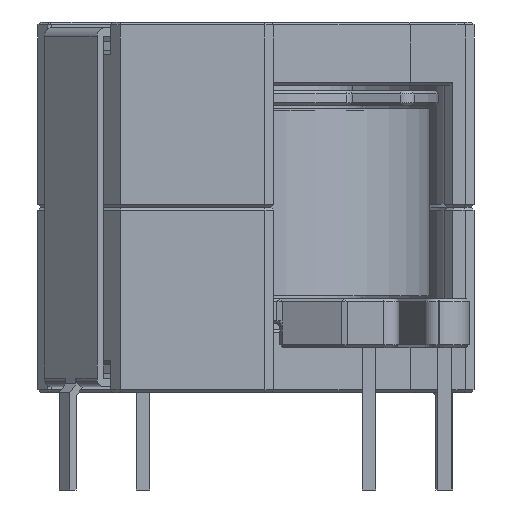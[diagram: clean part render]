
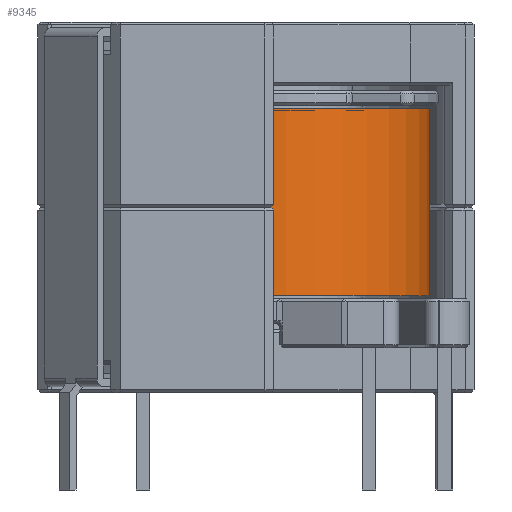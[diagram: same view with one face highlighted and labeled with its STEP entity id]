
A CAD part, front view. The second image highlights one B-rep face of the part: STEP entity #9345.
In plain terms, the highlighted cylindrical face has radius 5.843 mm (diameter 11.685 mm), a full revolution.
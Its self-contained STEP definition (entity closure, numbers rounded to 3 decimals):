
#65=CYLINDRICAL_SURFACE('',#9894,5.843);
#115=CIRCLE('',#9890,5.843);
#116=CIRCLE('',#9892,5.843);
#196=FACE_BOUND('',#1548,.T.);
#1000=FACE_OUTER_BOUND('',#1547,.T.);
#1547=EDGE_LOOP('',(#7674));
#1548=EDGE_LOOP('',(#7675));
#4534=VERTEX_POINT('',#14925);
#4535=VERTEX_POINT('',#14928);
#5609=EDGE_CURVE('',#4534,#4534,#115,.T.);
#5610=EDGE_CURVE('',#4535,#4535,#116,.T.);
#7674=ORIENTED_EDGE('',*,*,#5610,.F.);
#7675=ORIENTED_EDGE('',*,*,#5609,.F.);
#9345=ADVANCED_FACE('',(#1000,#196),#65,.T.);
#9890=AXIS2_PLACEMENT_3D('',#14926,#11655,#11656);
#9892=AXIS2_PLACEMENT_3D('',#14929,#11659,#11660);
#9894=AXIS2_PLACEMENT_3D('',#14932,#11663,#11664);
#11655=DIRECTION('center_axis',(0.,0.,1.));
#11656=DIRECTION('ref_axis',(-1.,0.,0.));
#11659=DIRECTION('center_axis',(0.,0.,-1.));
#11660=DIRECTION('ref_axis',(-1.,0.,0.));
#11663=DIRECTION('center_axis',(0.,0.,1.));
#11664=DIRECTION('ref_axis',(-1.,0.,0.));
#14925=CARTESIAN_POINT('',(5.843,0.,9.575));
#14926=CARTESIAN_POINT('Origin',(0.,0.,9.575));
#14928=CARTESIAN_POINT('',(5.843,0.,3.275));
#14929=CARTESIAN_POINT('Origin',(0.,0.,3.275));
#14932=CARTESIAN_POINT('Origin',(0.,0.,6.425));
